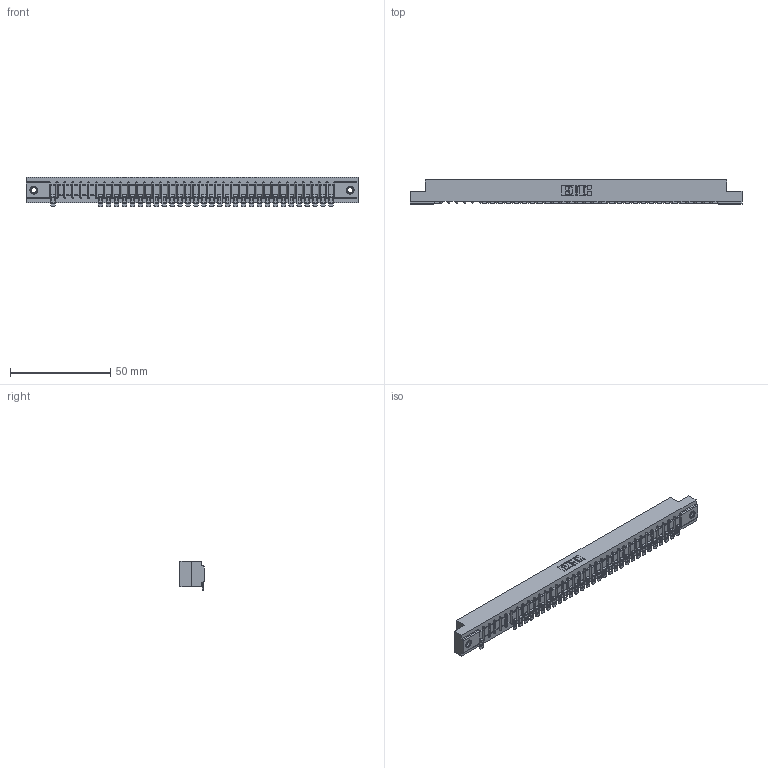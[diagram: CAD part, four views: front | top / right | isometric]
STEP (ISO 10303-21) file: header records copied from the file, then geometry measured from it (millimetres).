
FILE_DESCRIPTION (( 'STEP AP203' ), '1' );
FILE_NAME ('357-036-554-107.STEP', '2018-08-10T05:57:01', ( '' ), ( '' ), 'SwSTEP 2.0', 'SolidWorks 2016', '' );
FILE_SCHEMA (( 'CONFIG_CONTROL_DESIGN' ));
Length unit declared in the file: inch
Products named in the file (4): 345-250-001_345-250-005-103; 357-036-554-107; 307 Part_.156 Dia Mounting Holes; 307-290-002_554
Assembly tree (34 placements, depth 2):
  357-036-554-107
    307 Part_.156 Dia Mounting Holes
    307-290-002_554  x31
    345-250-001_345-250-005-103  x2
Bounding box: 165.66 x 12.01 x 14.52 mm (x, y, z)
Volume: 17535.8 mm3; surface area: 21142.6 mm2
Topology: 34 solids, 34 shells, 2826 faces, 8622 edges, 5640 vertices
Faces by surface type: plane 1588, cylinder 1148, sphere 74, cone 12, torus 4
Entity records: 33592 total; most frequent: CARTESIAN_POINT 5668, ORIENTED_EDGE 5656, DIRECTION 5520, EDGE_CURVE 2828, VECTOR 2156, LINE 2156, VERTEX_POINT 1830, AXIS2_PLACEMENT_3D 1682
